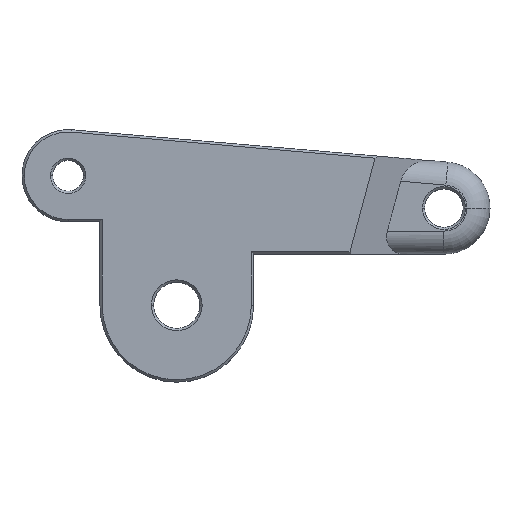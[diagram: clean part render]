
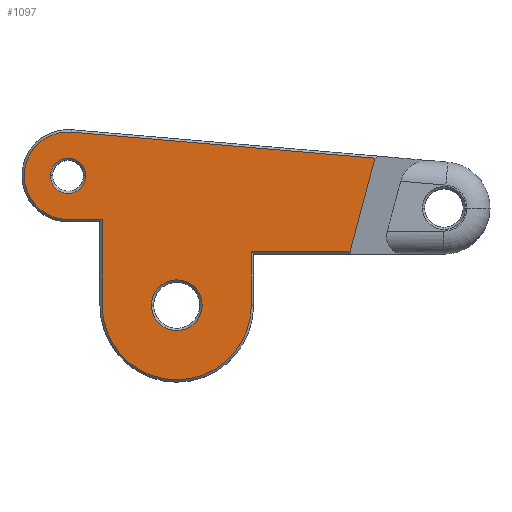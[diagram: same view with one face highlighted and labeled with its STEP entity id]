
A CAD part, top view. The second image highlights one B-rep face of the part: STEP entity #1097.
In plain terms, the highlighted planar face has unit normal (0, 0, 1).
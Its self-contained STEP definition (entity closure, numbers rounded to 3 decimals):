
#2 = CIRCLE ( 'NONE', #1541, 3.3 ) ;
#22 = DIRECTION ( 'NONE',  ( -0.257, -0.966, 0. ) ) ;
#38 = DIRECTION ( 'NONE',  ( 1., 0., 0. ) ) ;
#49 = VERTEX_POINT ( 'NONE', #781 ) ;
#51 = VECTOR ( 'NONE', #1384, 1000. ) ;
#69 = ORIENTED_EDGE ( 'NONE', *, *, #1020, .T. ) ;
#74 = DIRECTION ( 'NONE',  ( 0., 0., -1. ) ) ;
#78 = CARTESIAN_POINT ( 'NONE',  ( -16.441, 16.853, 9.5 ) ) ;
#82 = CARTESIAN_POINT ( 'NONE',  ( 0., 0., 9.5 ) ) ;
#119 = ORIENTED_EDGE ( 'NONE', *, *, #1619, .T. ) ;
#158 = CARTESIAN_POINT ( 'NONE',  ( -9.7, 0., 9.5 ) ) ;
#166 = CIRCLE ( 'NONE', #563, 2.3 ) ;
#174 = FACE_OUTER_BOUND ( 'NONE', #1555, .T. ) ;
#179 = EDGE_CURVE ( 'NONE', #1021, #49, #315, .T. ) ;
#180 = ORIENTED_EDGE ( 'NONE', *, *, #208, .F. ) ;
#182 = LINE ( 'NONE', #689, #1631 ) ;
#198 = DIRECTION ( 'NONE',  ( 1., 0., 0. ) ) ;
#199 = CARTESIAN_POINT ( 'NONE',  ( -9.7, 11.153, 9.5 ) ) ;
#208 = EDGE_CURVE ( 'NONE', #1447, #440, #182, .T. ) ;
#240 = VERTEX_POINT ( 'NONE', #467 ) ;
#255 = CIRCLE ( 'NONE', #1027, 3.3 ) ;
#270 = EDGE_CURVE ( 'NONE', #1737, #1144, #2, .T. ) ;
#274 = CARTESIAN_POINT ( 'NONE',  ( -14.141, 16.853, 9.5 ) ) ;
#285 = ORIENTED_EDGE ( 'NONE', *, *, #1032, .T. ) ;
#301 = FACE_BOUND ( 'NONE', #885, .T. ) ;
#315 = LINE ( 'NONE', #158, #842 ) ;
#322 = CARTESIAN_POINT ( 'NONE',  ( 25.793, 19.146, 9.5 ) ) ;
#331 = AXIS2_PLACEMENT_3D ( 'NONE', #1269, #1121, #738 ) ;
#333 = DIRECTION ( 'NONE',  ( 1., 0., 0. ) ) ;
#335 = CIRCLE ( 'NONE', #836, 2.3 ) ;
#366 = VECTOR ( 'NONE', #1477, 1000. ) ;
#399 = DIRECTION ( 'NONE',  ( 0., 0., -1. ) ) ;
#407 = VERTEX_POINT ( 'NONE', #1299 ) ;
#421 = CIRCLE ( 'NONE', #786, 5.7 ) ;
#440 = VERTEX_POINT ( 'NONE', #1593 ) ;
#459 = DIRECTION ( 'NONE',  ( 0., 0., 1. ) ) ;
#467 = CARTESIAN_POINT ( 'NONE',  ( -11.841, 16.853, 9.5 ) ) ;
#493 = ORIENTED_EDGE ( 'NONE', *, *, #270, .T. ) ;
#495 = ORIENTED_EDGE ( 'NONE', *, *, #179, .T. ) ;
#500 = EDGE_CURVE ( 'NONE', #1011, #440, #886, .T. ) ;
#517 = ORIENTED_EDGE ( 'NONE', *, *, #500, .T. ) ;
#539 = CARTESIAN_POINT ( 'NONE',  ( -14.141, 11.153, 9.5 ) ) ;
#549 = EDGE_CURVE ( 'NONE', #49, #1723, #654, .T. ) ;
#554 = CARTESIAN_POINT ( 'NONE',  ( 3.3, 0., 9.5 ) ) ;
#563 = AXIS2_PLACEMENT_3D ( 'NONE', #274, #1207, #845 ) ;
#576 = ORIENTED_EDGE ( 'NONE', *, *, #1157, .T. ) ;
#643 = VECTOR ( 'NONE', #333, 1000. ) ;
#654 = CIRCLE ( 'NONE', #833, 9.7 ) ;
#671 = EDGE_LOOP ( 'NONE', ( #493, #1574 ) ) ;
#684 = CARTESIAN_POINT ( 'NONE',  ( -14.141, 16.853, 9.5 ) ) ;
#689 = CARTESIAN_POINT ( 'NONE',  ( 25.871, 19.441, 9.5 ) ) ;
#706 = CARTESIAN_POINT ( 'NONE',  ( 0., 0., 9.5 ) ) ;
#713 = EDGE_CURVE ( 'NONE', #1659, #1021, #1284, .T. ) ;
#738 = DIRECTION ( 'NONE',  ( 1., 0., 0. ) ) ;
#781 = CARTESIAN_POINT ( 'NONE',  ( -9.7, 0., 9.5 ) ) ;
#786 = AXIS2_PLACEMENT_3D ( 'NONE', #684, #1081, #1359 ) ;
#817 = VERTEX_POINT ( 'NONE', #78 ) ;
#833 = AXIS2_PLACEMENT_3D ( 'NONE', #82, #1403, #1015 ) ;
#836 = AXIS2_PLACEMENT_3D ( 'NONE', #1040, #399, #1731 ) ;
#842 = VECTOR ( 'NONE', #1378, 1000. ) ;
#845 = DIRECTION ( 'NONE',  ( 1., 0., 0. ) ) ;
#852 = LINE ( 'NONE', #1645, #51 ) ;
#853 = DIRECTION ( 'NONE',  ( 1., 0., 0. ) ) ;
#861 = AXIS2_PLACEMENT_3D ( 'NONE', #706, #459, #38 ) ;
#879 = ORIENTED_EDGE ( 'NONE', *, *, #1474, .T. ) ;
#885 = EDGE_LOOP ( 'NONE', ( #119, #285 ) ) ;
#886 = LINE ( 'NONE', #1288, #1373 ) ;
#888 = CARTESIAN_POINT ( 'NONE',  ( -3.3, 0., 9.5 ) ) ;
#942 = ORIENTED_EDGE ( 'NONE', *, *, #713, .T. ) ;
#969 = CARTESIAN_POINT ( 'NONE',  ( 0., 0., 9.5 ) ) ;
#1011 = VERTEX_POINT ( 'NONE', #1605 ) ;
#1015 = DIRECTION ( 'NONE',  ( 1., 0., 0. ) ) ;
#1020 = EDGE_CURVE ( 'NONE', #1723, #1011, #852, .T. ) ;
#1021 = VERTEX_POINT ( 'NONE', #199 ) ;
#1025 = VERTEX_POINT ( 'NONE', #1336 ) ;
#1027 = AXIS2_PLACEMENT_3D ( 'NONE', #969, #1354, #1504 ) ;
#1032 = EDGE_CURVE ( 'NONE', #817, #240, #166, .T. ) ;
#1040 = CARTESIAN_POINT ( 'NONE',  ( -14.141, 16.853, 9.5 ) ) ;
#1081 = DIRECTION ( 'NONE',  ( 0., 0., 1. ) ) ;
#1091 = CARTESIAN_POINT ( 'NONE',  ( 9.7, 0., 9.5 ) ) ;
#1097 = ADVANCED_FACE ( 'NONE', ( #301, #1368, #174 ), #1660, .T. ) ;
#1121 = DIRECTION ( 'NONE',  ( 0., 0., 1. ) ) ;
#1128 = CARTESIAN_POINT ( 'NONE',  ( 0., 0., 9.5 ) ) ;
#1144 = VERTEX_POINT ( 'NONE', #888 ) ;
#1157 = EDGE_CURVE ( 'NONE', #1025, #407, #421, .T. ) ;
#1207 = DIRECTION ( 'NONE',  ( 0., 0., -1. ) ) ;
#1223 = CIRCLE ( 'NONE', #331, 5.7 ) ;
#1269 = CARTESIAN_POINT ( 'NONE',  ( -14.141, 16.853, 9.5 ) ) ;
#1284 = LINE ( 'NONE', #1381, #643 ) ;
#1288 = CARTESIAN_POINT ( 'NONE',  ( 22.468, 6.955, 9.5 ) ) ;
#1299 = CARTESIAN_POINT ( 'NONE',  ( -19.841, 16.853, 9.5 ) ) ;
#1336 = CARTESIAN_POINT ( 'NONE',  ( -13.654, 22.532, 9.5 ) ) ;
#1354 = DIRECTION ( 'NONE',  ( 0., 0., -1. ) ) ;
#1359 = DIRECTION ( 'NONE',  ( 1., 0., 0. ) ) ;
#1368 = FACE_BOUND ( 'NONE', #671, .T. ) ;
#1373 = VECTOR ( 'NONE', #198, 1000. ) ;
#1378 = DIRECTION ( 'NONE',  ( 0., -1., 0. ) ) ;
#1381 = CARTESIAN_POINT ( 'NONE',  ( -10., 11.153, 9.5 ) ) ;
#1384 = DIRECTION ( 'NONE',  ( 0., 1., 0. ) ) ;
#1394 = EDGE_CURVE ( 'NONE', #1144, #1737, #255, .T. ) ;
#1403 = DIRECTION ( 'NONE',  ( 0., 0., 1. ) ) ;
#1447 = VERTEX_POINT ( 'NONE', #322 ) ;
#1474 = EDGE_CURVE ( 'NONE', #407, #1659, #1223, .T. ) ;
#1477 = DIRECTION ( 'NONE',  ( -0.996, 0.086, 0. ) ) ;
#1485 = ORIENTED_EDGE ( 'NONE', *, *, #1738, .T. ) ;
#1489 = CARTESIAN_POINT ( 'NONE',  ( -13.654, 22.532, 9.5 ) ) ;
#1504 = DIRECTION ( 'NONE',  ( 1., 0., 0. ) ) ;
#1541 = AXIS2_PLACEMENT_3D ( 'NONE', #1128, #74, #853 ) ;
#1555 = EDGE_LOOP ( 'NONE', ( #69, #517, #180, #1485, #576, #879, #942, #495, #1604 ) ) ;
#1574 = ORIENTED_EDGE ( 'NONE', *, *, #1394, .T. ) ;
#1593 = CARTESIAN_POINT ( 'NONE',  ( 22.548, 6.955, 9.5 ) ) ;
#1604 = ORIENTED_EDGE ( 'NONE', *, *, #549, .T. ) ;
#1605 = CARTESIAN_POINT ( 'NONE',  ( 9.7, 6.955, 9.5 ) ) ;
#1617 = LINE ( 'NONE', #1489, #366 ) ;
#1619 = EDGE_CURVE ( 'NONE', #240, #817, #335, .T. ) ;
#1631 = VECTOR ( 'NONE', #22, 1000. ) ;
#1645 = CARTESIAN_POINT ( 'NONE',  ( 9.7, 6.655, 9.5 ) ) ;
#1659 = VERTEX_POINT ( 'NONE', #539 ) ;
#1660 = PLANE ( 'NONE',  #861 ) ;
#1723 = VERTEX_POINT ( 'NONE', #1091 ) ;
#1731 = DIRECTION ( 'NONE',  ( 1., 0., 0. ) ) ;
#1737 = VERTEX_POINT ( 'NONE', #554 ) ;
#1738 = EDGE_CURVE ( 'NONE', #1447, #1025, #1617, .T. ) ;
